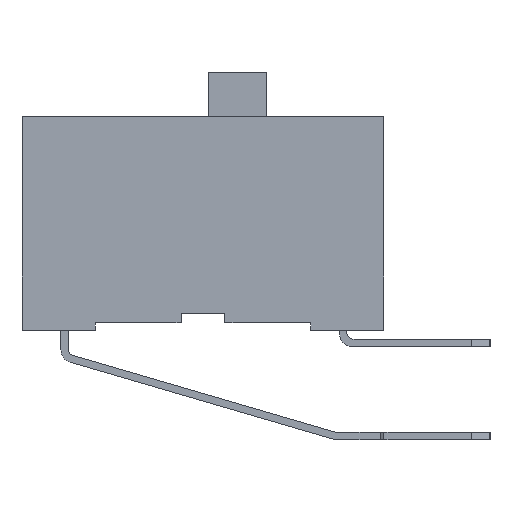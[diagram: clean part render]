
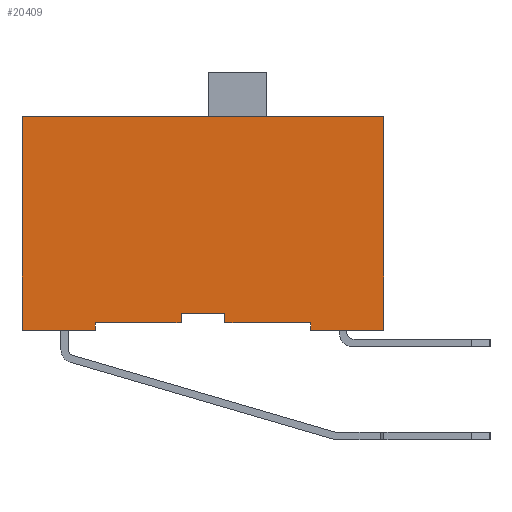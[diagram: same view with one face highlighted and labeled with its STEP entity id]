
A CAD part, left-side view. The second image highlights one B-rep face of the part: STEP entity #20409.
In plain terms, the highlighted planar face has unit normal (-1, 0, 0).
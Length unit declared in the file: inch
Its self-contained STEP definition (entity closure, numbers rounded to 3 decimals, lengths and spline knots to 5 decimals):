
#1283=PLANE('',#21538);
#2344=FACE_OUTER_BOUND('',#3492,.T.);
#3492=EDGE_LOOP('',(#18745,#18746,#18747,#18748,#18749,#18750,#18751,#18752,
#18753,#18754,#18755,#18756));
#4922=LINE('',#32050,#7354);
#5634=LINE('',#33690,#8066);
#5642=LINE('',#33706,#8074);
#5649=LINE('',#33721,#8081);
#5674=LINE('',#33770,#8106);
#5679=LINE('',#33779,#8111);
#5699=LINE('',#33817,#8131);
#5700=LINE('',#33820,#8132);
#5705=LINE('',#33829,#8137);
#5708=LINE('',#33836,#8140);
#5770=LINE('',#33979,#8202);
#5771=LINE('',#33980,#8203);
#7354=VECTOR('',#24056,0.3937);
#8066=VECTOR('',#25552,0.3937);
#8074=VECTOR('',#25564,0.3937);
#8081=VECTOR('',#25577,0.3937);
#8106=VECTOR('',#25610,0.3937);
#8111=VECTOR('',#25617,0.3937);
#8131=VECTOR('',#25651,0.3937);
#8132=VECTOR('',#25654,0.3937);
#8137=VECTOR('',#25665,0.3937);
#8140=VECTOR('',#25674,0.3937);
#8202=VECTOR('',#25810,0.3937);
#8203=VECTOR('',#25811,0.3937);
#9782=VERTEX_POINT('',#32047);
#9783=VERTEX_POINT('',#32049);
#10318=VERTEX_POINT('',#33687);
#10319=VERTEX_POINT('',#33689);
#10325=VERTEX_POINT('',#33704);
#10330=VERTEX_POINT('',#33720);
#10350=VERTEX_POINT('',#33769);
#10353=VERTEX_POINT('',#33777);
#10364=VERTEX_POINT('',#33815);
#10365=VERTEX_POINT('',#33819);
#10366=VERTEX_POINT('',#33827);
#10367=VERTEX_POINT('',#33835);
#12286=EDGE_CURVE('',#9782,#9783,#4922,.T.);
#13086=EDGE_CURVE('',#10318,#10319,#5634,.T.);
#13094=EDGE_CURVE('',#10318,#10325,#5642,.T.);
#13101=EDGE_CURVE('',#10330,#10319,#5649,.T.);
#13126=EDGE_CURVE('',#10350,#10330,#5674,.T.);
#13131=EDGE_CURVE('',#10325,#10353,#5679,.T.);
#13151=EDGE_CURVE('',#10353,#10364,#5699,.T.);
#13152=EDGE_CURVE('',#10365,#10350,#5700,.T.);
#13157=EDGE_CURVE('',#10366,#10364,#5705,.T.);
#13160=EDGE_CURVE('',#10365,#10367,#5708,.T.);
#13230=EDGE_CURVE('',#9783,#10366,#5770,.T.);
#13231=EDGE_CURVE('',#10367,#9782,#5771,.T.);
#18745=ORIENTED_EDGE('',*,*,#13094,.T.);
#18746=ORIENTED_EDGE('',*,*,#13131,.T.);
#18747=ORIENTED_EDGE('',*,*,#13151,.T.);
#18748=ORIENTED_EDGE('',*,*,#13157,.F.);
#18749=ORIENTED_EDGE('',*,*,#13230,.F.);
#18750=ORIENTED_EDGE('',*,*,#12286,.F.);
#18751=ORIENTED_EDGE('',*,*,#13231,.F.);
#18752=ORIENTED_EDGE('',*,*,#13160,.F.);
#18753=ORIENTED_EDGE('',*,*,#13152,.T.);
#18754=ORIENTED_EDGE('',*,*,#13126,.T.);
#18755=ORIENTED_EDGE('',*,*,#13101,.T.);
#18756=ORIENTED_EDGE('',*,*,#13086,.F.);
#20409=ADVANCED_FACE('',(#2344),#1283,.F.);
#21538=AXIS2_PLACEMENT_3D('',#33978,#25808,#25809);
#24056=DIRECTION('',(0.,-1.,0.));
#25552=DIRECTION('',(0.,1.,0.));
#25564=DIRECTION('',(0.,0.,-1.));
#25577=DIRECTION('',(0.,0.,1.));
#25610=DIRECTION('',(0.,-1.,0.));
#25617=DIRECTION('',(0.,-1.,0.));
#25651=DIRECTION('',(0.,0.,-1.));
#25654=DIRECTION('',(0.,0.,1.));
#25665=DIRECTION('',(0.,1.,0.));
#25674=DIRECTION('',(0.,1.,0.));
#25808=DIRECTION('center_axis',(1.,0.,0.));
#25809=DIRECTION('ref_axis',(0.,0.,-1.));
#25810=DIRECTION('',(0.,0.,-1.));
#25811=DIRECTION('',(0.,0.,1.));
#32047=CARTESIAN_POINT('',(-0.62677,0.19488,0.11516));
#32049=CARTESIAN_POINT('',(-0.62677,-0.19488,0.11516));
#32050=CARTESIAN_POINT('',(-0.62677,-0.19488,0.11516));
#33687=CARTESIAN_POINT('',(-0.62677,-0.02362,-0.09744));
#33689=CARTESIAN_POINT('',(-0.62677,0.02362,-0.09744));
#33690=CARTESIAN_POINT('',(-0.62677,-0.02362,-0.09744));
#33704=CARTESIAN_POINT('',(-0.62677,-0.02362,-0.10728));
#33706=CARTESIAN_POINT('',(-0.62677,-0.02362,-0.05364));
#33720=CARTESIAN_POINT('',(-0.62677,0.02362,-0.10728));
#33721=CARTESIAN_POINT('',(-0.62677,0.02362,-0.05364));
#33769=CARTESIAN_POINT('',(-0.62677,0.11614,-0.10728));
#33770=CARTESIAN_POINT('',(-0.62677,0.,-0.10728));
#33777=CARTESIAN_POINT('',(-0.62677,-0.11614,-0.10728));
#33779=CARTESIAN_POINT('',(-0.62677,0.,-0.10728));
#33815=CARTESIAN_POINT('',(-0.62677,-0.11614,-0.11516));
#33817=CARTESIAN_POINT('',(-0.62677,-0.11614,-0.05758));
#33819=CARTESIAN_POINT('',(-0.62677,0.11614,-0.11516));
#33820=CARTESIAN_POINT('',(-0.62677,0.11614,-0.05758));
#33827=CARTESIAN_POINT('',(-0.62677,-0.19488,-0.11516));
#33829=CARTESIAN_POINT('',(-0.62677,0.19488,-0.11516));
#33835=CARTESIAN_POINT('',(-0.62677,0.19488,-0.11516));
#33836=CARTESIAN_POINT('',(-0.62677,0.19488,-0.11516));
#33978=CARTESIAN_POINT('Origin',(-0.62677,0.,
0.));
#33979=CARTESIAN_POINT('',(-0.62677,-0.19488,-0.11516));
#33980=CARTESIAN_POINT('',(-0.62677,0.19488,0.11516));
